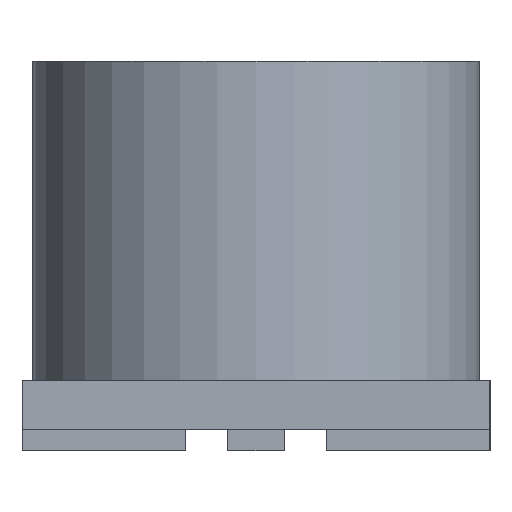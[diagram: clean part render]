
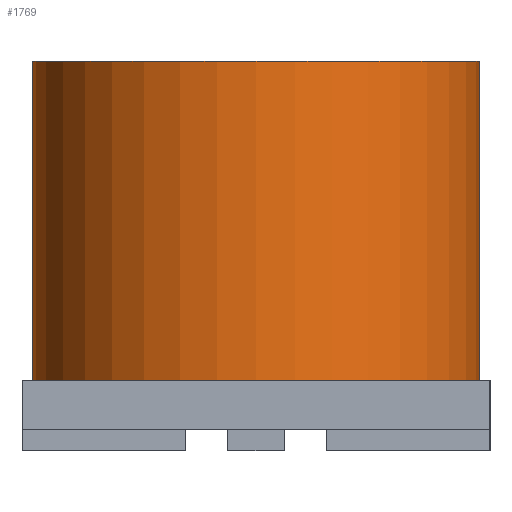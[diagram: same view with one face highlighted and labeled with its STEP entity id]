
A CAD part, left-side view. The second image highlights one B-rep face of the part: STEP entity #1769.
In plain terms, the highlighted cylindrical face has radius 3.15 mm (diameter 6.3 mm), a partial arc.
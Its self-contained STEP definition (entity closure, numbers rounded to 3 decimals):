
#1656 = EDGE_CURVE('',#1657,#1659,#1661,.T.);
#1657 = VERTEX_POINT('',#1658);
#1658 = CARTESIAN_POINT('',(0.,-3.15,1.));
#1659 = VERTEX_POINT('',#1660);
#1660 = CARTESIAN_POINT('',(0.,-3.15,5.5));
#1661 = SURFACE_CURVE('',#1662,(#1666,#1678),.PCURVE_S1.);
#1662 = LINE('',#1663,#1664);
#1663 = CARTESIAN_POINT('',(0.,-3.15,1.));
#1664 = VECTOR('',#1665,1.);
#1665 = DIRECTION('',(0.,0.,1.));
#1666 = PCURVE('',#1667,#1672);
#1667 = CYLINDRICAL_SURFACE('',#1668,3.15);
#1668 = AXIS2_PLACEMENT_3D('',#1669,#1670,#1671);
#1669 = CARTESIAN_POINT('',(0.,0.,1.));
#1670 = DIRECTION('',(-0.,-0.,-1.));
#1671 = DIRECTION('',(1.,0.,0.));
#1672 = DEFINITIONAL_REPRESENTATION('',(#1673),#1677);
#1673 = LINE('',#1674,#1675);
#1674 = CARTESIAN_POINT('',(-4.712,0.));
#1675 = VECTOR('',#1676,1.);
#1676 = DIRECTION('',(-0.,-1.));
#1677 = ( GEOMETRIC_REPRESENTATION_CONTEXT(2) 
PARAMETRIC_REPRESENTATION_CONTEXT() REPRESENTATION_CONTEXT('2D SPACE',''
  ) );
#1678 = PCURVE('',#1679,#1684);
#1679 = CYLINDRICAL_SURFACE('',#1680,3.15);
#1680 = AXIS2_PLACEMENT_3D('',#1681,#1682,#1683);
#1681 = CARTESIAN_POINT('',(0.,0.,1.));
#1682 = DIRECTION('',(-0.,-0.,-1.));
#1683 = DIRECTION('',(1.,0.,0.));
#1684 = DEFINITIONAL_REPRESENTATION('',(#1685),#1689);
#1685 = LINE('',#1686,#1687);
#1686 = CARTESIAN_POINT('',(-4.712,0.));
#1687 = VECTOR('',#1688,1.);
#1688 = DIRECTION('',(-0.,-1.));
#1689 = ( GEOMETRIC_REPRESENTATION_CONTEXT(2) 
PARAMETRIC_REPRESENTATION_CONTEXT() REPRESENTATION_CONTEXT('2D SPACE',''
  ) );
#1692 = VERTEX_POINT('',#1693);
#1693 = CARTESIAN_POINT('',(0.,3.15,5.5));
#1708 = PLANE('',#1709);
#1709 = AXIS2_PLACEMENT_3D('',#1710,#1711,#1712);
#1710 = CARTESIAN_POINT('',(0.,0.,5.5)
  );
#1711 = DIRECTION('',(0.,0.,1.));
#1712 = DIRECTION('',(1.,0.,0.));
#1720 = EDGE_CURVE('',#1721,#1692,#1723,.T.);
#1721 = VERTEX_POINT('',#1722);
#1722 = CARTESIAN_POINT('',(0.,3.15,1.));
#1723 = SURFACE_CURVE('',#1724,(#1728,#1735),.PCURVE_S1.);
#1724 = LINE('',#1725,#1726);
#1725 = CARTESIAN_POINT('',(0.,3.15,1.));
#1726 = VECTOR('',#1727,1.);
#1727 = DIRECTION('',(0.,0.,1.));
#1728 = PCURVE('',#1667,#1729);
#1729 = DEFINITIONAL_REPRESENTATION('',(#1730),#1734);
#1730 = LINE('',#1731,#1732);
#1731 = CARTESIAN_POINT('',(-7.854,0.));
#1732 = VECTOR('',#1733,1.);
#1733 = DIRECTION('',(-0.,-1.));
#1734 = ( GEOMETRIC_REPRESENTATION_CONTEXT(2) 
PARAMETRIC_REPRESENTATION_CONTEXT() REPRESENTATION_CONTEXT('2D SPACE',''
  ) );
#1735 = PCURVE('',#1679,#1736);
#1736 = DEFINITIONAL_REPRESENTATION('',(#1737),#1741);
#1737 = LINE('',#1738,#1739);
#1738 = CARTESIAN_POINT('',(-1.571,0.));
#1739 = VECTOR('',#1740,1.);
#1740 = DIRECTION('',(-0.,-1.));
#1741 = ( GEOMETRIC_REPRESENTATION_CONTEXT(2) 
PARAMETRIC_REPRESENTATION_CONTEXT() REPRESENTATION_CONTEXT('2D SPACE',''
  ) );
#1758 = PLANE('',#1759);
#1759 = AXIS2_PLACEMENT_3D('',#1760,#1761,#1762);
#1760 = CARTESIAN_POINT('',(0.,0.,1.)
  );
#1761 = DIRECTION('',(0.,0.,1.));
#1762 = DIRECTION('',(1.,0.,0.));
#1769 = ADVANCED_FACE('',(#1770),#1679,.T.);
#1770 = FACE_BOUND('',#1771,.F.);
#1771 = EDGE_LOOP('',(#1772,#1773,#1795,#1796));
#1772 = ORIENTED_EDGE('',*,*,#1720,.T.);
#1773 = ORIENTED_EDGE('',*,*,#1774,.T.);
#1774 = EDGE_CURVE('',#1692,#1659,#1775,.T.);
#1775 = SURFACE_CURVE('',#1776,(#1781,#1788),.PCURVE_S1.);
#1776 = CIRCLE('',#1777,3.15);
#1777 = AXIS2_PLACEMENT_3D('',#1778,#1779,#1780);
#1778 = CARTESIAN_POINT('',(0.,0.,5.5));
#1779 = DIRECTION('',(0.,0.,1.));
#1780 = DIRECTION('',(1.,0.,0.));
#1781 = PCURVE('',#1679,#1782);
#1782 = DEFINITIONAL_REPRESENTATION('',(#1783),#1787);
#1783 = LINE('',#1784,#1785);
#1784 = CARTESIAN_POINT('',(-0.,-4.5));
#1785 = VECTOR('',#1786,1.);
#1786 = DIRECTION('',(-1.,0.));
#1787 = ( GEOMETRIC_REPRESENTATION_CONTEXT(2) 
PARAMETRIC_REPRESENTATION_CONTEXT() REPRESENTATION_CONTEXT('2D SPACE',''
  ) );
#1788 = PCURVE('',#1708,#1789);
#1789 = DEFINITIONAL_REPRESENTATION('',(#1790),#1794);
#1790 = CIRCLE('',#1791,3.15);
#1791 = AXIS2_PLACEMENT_2D('',#1792,#1793);
#1792 = CARTESIAN_POINT('',(0.,0.));
#1793 = DIRECTION('',(1.,0.));
#1794 = ( GEOMETRIC_REPRESENTATION_CONTEXT(2) 
PARAMETRIC_REPRESENTATION_CONTEXT() REPRESENTATION_CONTEXT('2D SPACE',''
  ) );
#1795 = ORIENTED_EDGE('',*,*,#1656,.F.);
#1796 = ORIENTED_EDGE('',*,*,#1797,.F.);
#1797 = EDGE_CURVE('',#1721,#1657,#1798,.T.);
#1798 = SURFACE_CURVE('',#1799,(#1804,#1811),.PCURVE_S1.);
#1799 = CIRCLE('',#1800,3.15);
#1800 = AXIS2_PLACEMENT_3D('',#1801,#1802,#1803);
#1801 = CARTESIAN_POINT('',(0.,0.,1.));
#1802 = DIRECTION('',(0.,0.,1.));
#1803 = DIRECTION('',(1.,0.,0.));
#1804 = PCURVE('',#1679,#1805);
#1805 = DEFINITIONAL_REPRESENTATION('',(#1806),#1810);
#1806 = LINE('',#1807,#1808);
#1807 = CARTESIAN_POINT('',(-0.,0.));
#1808 = VECTOR('',#1809,1.);
#1809 = DIRECTION('',(-1.,0.));
#1810 = ( GEOMETRIC_REPRESENTATION_CONTEXT(2) 
PARAMETRIC_REPRESENTATION_CONTEXT() REPRESENTATION_CONTEXT('2D SPACE',''
  ) );
#1811 = PCURVE('',#1758,#1812);
#1812 = DEFINITIONAL_REPRESENTATION('',(#1813),#1817);
#1813 = CIRCLE('',#1814,3.15);
#1814 = AXIS2_PLACEMENT_2D('',#1815,#1816);
#1815 = CARTESIAN_POINT('',(0.,0.));
#1816 = DIRECTION('',(1.,0.));
#1817 = ( GEOMETRIC_REPRESENTATION_CONTEXT(2) 
PARAMETRIC_REPRESENTATION_CONTEXT() REPRESENTATION_CONTEXT('2D SPACE',''
  ) );
